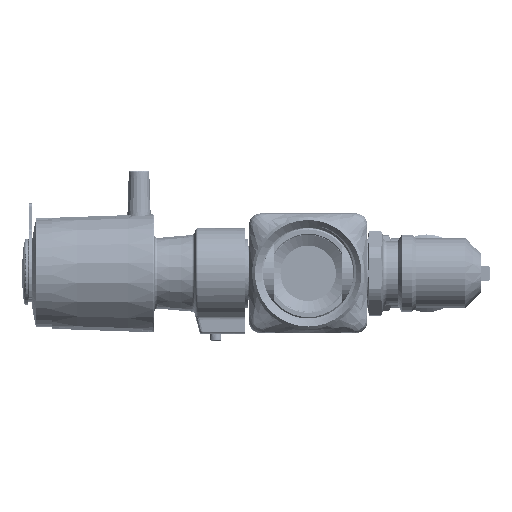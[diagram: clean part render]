
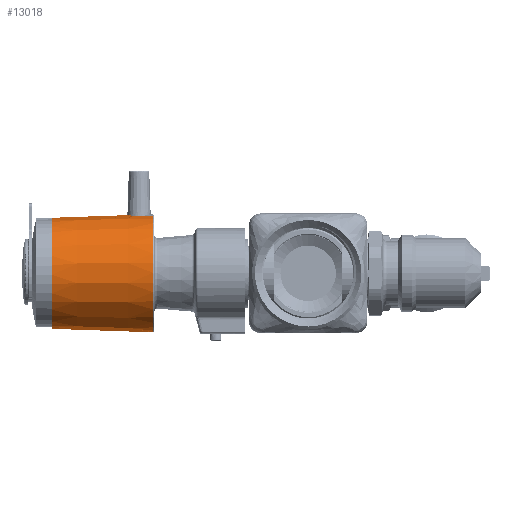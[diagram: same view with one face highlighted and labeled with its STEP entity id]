
A CAD part, left-side view. The second image highlights one B-rep face of the part: STEP entity #13018.
In plain terms, the highlighted conical face has half-angle 2 degrees and reference radius 19.63 mm.
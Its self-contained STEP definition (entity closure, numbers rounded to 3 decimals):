
#1965=CARTESIAN_POINT('',(19.711,4.577,-31.614));
#2017=CARTESIAN_POINT('',(19.719,3.884,-35.543));
#2018=CARTESIAN_POINT('',(19.7,3.94,-35.779));
#2019=CARTESIAN_POINT('',(19.669,4.008,-36.261));
#2020=CARTESIAN_POINT('',(19.65,3.977,-36.987));
#2021=CARTESIAN_POINT('',(19.657,3.814,-37.697));
#2022=CARTESIAN_POINT('',(19.678,3.62,-38.145));
#2023=CARTESIAN_POINT('',(19.691,3.503,-38.359));
#2044=CARTESIAN_POINT('',(0.,0.,-38.359));
#2045=DIRECTION('',(0.,0.,1.));
#2046=DIRECTION('',(0.997,0.081,0.));
#2047=AXIS2_PLACEMENT_3D('',#2044,#2045,#2046);
#2049=CARTESIAN_POINT('',(19.719,3.884,-35.543));
#2050=CARTESIAN_POINT('',(19.721,4.115,-34.233));
#2051=CARTESIAN_POINT('',(19.718,4.346,-32.924));
#2052=CARTESIAN_POINT('',(19.711,4.577,-31.614));
#2054=CARTESIAN_POINT('',(0.,0.,-66.279));
#2055=DIRECTION('',(0.,0.,-1.));
#2056=DIRECTION('',(0.999,0.053,0.));
#2057=AXIS2_PLACEMENT_3D('',#2054,#2055,#2056);
#2059=DIRECTION('',(0.035,0.,0.999));
#2060=VECTOR('',#2059,27.346);
#2061=CARTESIAN_POINT('',(19.025,0.,-66.279));
#2062=LINE('',#2061,#2060);
#2070=CARTESIAN_POINT('',(19.935,1.614,-38.359));
#2071=CARTESIAN_POINT('',(19.942,1.465,-38.485));
#2072=CARTESIAN_POINT('',(19.958,1.138,-38.702));
#2073=CARTESIAN_POINT('',(19.975,0.584,
-38.904));
#2074=CARTESIAN_POINT('',(19.979,0.195,-38.95));
#2075=CARTESIAN_POINT('',(19.979,0.,-38.95));
#2077=DIRECTION('',(-0.035,0.,0.999));
#2078=VECTOR('',#2077,34.687);
#2079=CARTESIAN_POINT('',(-19.025,0.,-66.279));
#2080=LINE('',#2079,#2078);
#2294=CARTESIAN_POINT('',(0.,0.,-66.279));
#2295=DIRECTION('',(0.,0.,1.));
#2296=DIRECTION('',(0.999,0.053,0.));
#2297=AXIS2_PLACEMENT_3D('',#2294,#2295,#2296);
#2338=CARTESIAN_POINT('',(0.,0.,-31.614));
#2339=DIRECTION('',(0.,0.,-1.));
#2340=DIRECTION('',(-1.,0.,0.));
#2341=AXIS2_PLACEMENT_3D('',#2338,#2339,#2340);
#2343=CARTESIAN_POINT('',(0.,0.,-31.614));
#2344=DIRECTION('',(0.,0.,-1.));
#2345=DIRECTION('',(-0.997,0.079,0.));
#2346=AXIS2_PLACEMENT_3D('',#2343,#2344,#2345);
#9503=VERTEX_POINT('',#1965);
#9504=VERTEX_POINT('',#2049);
#9509=VERTEX_POINT('',#2023);
#9518=VERTEX_POINT('',#2070);
#9519=VERTEX_POINT('',#2075);
#9520=CARTESIAN_POINT('',(-20.236,0.,-31.614));
#9521=CARTESIAN_POINT('',(-20.173,1.591,
-31.614));
#9522=VERTEX_POINT('',#9520);
#9523=VERTEX_POINT('',#9521);
#9524=CARTESIAN_POINT('',(-19.025,0.,-66.279));
#9525=VERTEX_POINT('',#9524);
#9526=CARTESIAN_POINT('',(18.999,1.,-66.279));
#9527=VERTEX_POINT('',#9526);
#9528=CARTESIAN_POINT('',(19.025,0.,-66.279));
#9529=VERTEX_POINT('',#9528);
#12993=CARTESIAN_POINT('',(0.,0.,-48.947));
#12994=DIRECTION('',(0.,0.,1.));
#12995=DIRECTION('',(1.,0.,0.));
#12996=AXIS2_PLACEMENT_3D('',#12993,#12994,#12995);
#12997=CONICAL_SURFACE('',#12996,19.63,2.);
#12999=ORIENTED_EDGE('',*,*,#12998,.F.);
#13001=ORIENTED_EDGE('',*,*,#13000,.T.);
#13002=ORIENTED_EDGE('',*,*,#12975,.F.);
#13003=ORIENTED_EDGE('',*,*,#12940,.T.);
#13005=ORIENTED_EDGE('',*,*,#13004,.F.);
#13007=ORIENTED_EDGE('',*,*,#13006,.F.);
#13009=ORIENTED_EDGE('',*,*,#13008,.F.);
#13011=ORIENTED_EDGE('',*,*,#13010,.F.);
#13013=ORIENTED_EDGE('',*,*,#13012,.T.);
#13015=ORIENTED_EDGE('',*,*,#13014,.T.);
#13016=EDGE_LOOP('',(#12999,#13001,#13002,#13003,#13005,#13007,#13009,#13011,
#13013,#13015));
#13017=FACE_OUTER_BOUND('',#13016,.F.);
#13018=ADVANCED_FACE('',(#13017),#12997,.T.);
#2024=B_SPLINE_CURVE_WITH_KNOTS('',3,(#2017,#2018,#2019,#2020,#2021,#2022,
#2023),.UNSPECIFIED.,.F.,.F.,(4,1,1,1,4),(0.,0.25,0.5,0.75,1.),
.UNSPECIFIED.);
#2048=CIRCLE('',#2047,20.);
#2053=B_SPLINE_CURVE_WITH_KNOTS('',3,(#2049,#2050,#2051,#2052),.UNSPECIFIED.,
.F.,.F.,(4,4),(0.,1.),.UNSPECIFIED.);
#2058=CIRCLE('',#2057,19.025);
#2076=B_SPLINE_CURVE_WITH_KNOTS('',3,(#2070,#2071,#2072,#2073,#2074,#2075),
.UNSPECIFIED.,.F.,.F.,(4,1,1,4),(0.,0.333,0.667,1.),
.UNSPECIFIED.);
#2298=CIRCLE('',#2297,19.025);
#2342=CIRCLE('',#2341,20.236);
#2347=CIRCLE('',#2346,20.236);
#12940=EDGE_CURVE('',#9504,#9503,#2053,.T.);
#12975=EDGE_CURVE('',#9504,#9509,#2024,.T.);
#12998=EDGE_CURVE('',#9518,#9519,#2076,.T.);
#13000=EDGE_CURVE('',#9518,#9509,#2048,.T.);
#13004=EDGE_CURVE('',#9523,#9503,#2347,.T.);
#13006=EDGE_CURVE('',#9522,#9523,#2342,.T.);
#13008=EDGE_CURVE('',#9525,#9522,#2080,.T.);
#13010=EDGE_CURVE('',#9527,#9525,#2298,.T.);
#13012=EDGE_CURVE('',#9527,#9529,#2058,.T.);
#13014=EDGE_CURVE('',#9529,#9519,#2062,.T.);
